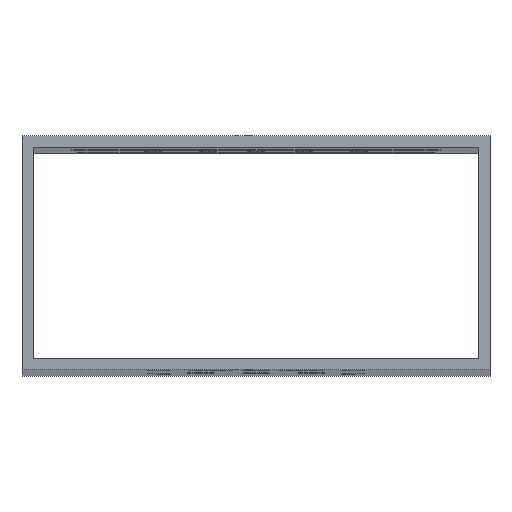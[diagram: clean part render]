
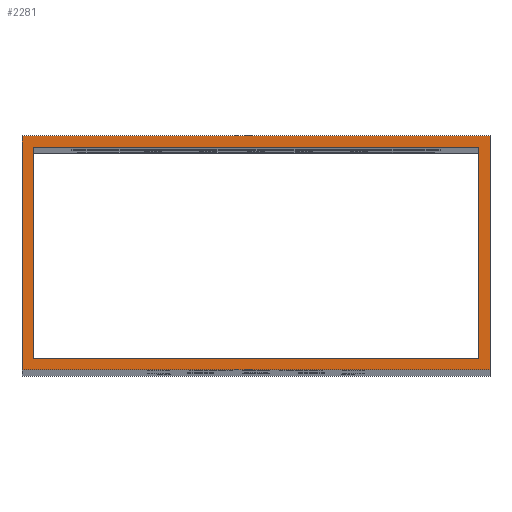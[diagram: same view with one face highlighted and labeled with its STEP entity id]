
A CAD part, top view. The second image highlights one B-rep face of the part: STEP entity #2281.
In plain terms, the highlighted planar face has unit normal (0, 0, 1).
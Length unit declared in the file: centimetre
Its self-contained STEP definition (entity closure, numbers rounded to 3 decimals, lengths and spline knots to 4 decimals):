
#38=VECTOR('',#2747,1.);
#45=VECTOR('',#2755,1.);
#48=VECTOR('',#2759,1.);
#52=VECTOR('',#2764,1.);
#56=VECTOR('',#2919,1.);
#58=VECTOR('',#2922,1.);
#61=VECTOR('',#3252,1.);
#62=VECTOR('',#3254,1.);
#68=LINE('',#3394,#38);
#75=LINE('',#3410,#45);
#78=LINE('',#3417,#48);
#82=LINE('',#3426,#52);
#86=LINE('',#3560,#56);
#88=LINE('',#3563,#58);
#91=LINE('',#3835,#61);
#92=LINE('',#3837,#62);
#104=PLANE('',#2600);
#166=VERTEX_POINT('',#3393);
#167=VERTEX_POINT('',#3395);
#174=VERTEX_POINT('',#3409);
#175=VERTEX_POINT('',#3411);
#178=VERTEX_POINT('',#3418);
#179=VERTEX_POINT('',#3419);
#182=VERTEX_POINT('',#3427);
#183=VERTEX_POINT('',#3428);
#614=EDGE_CURVE('',#166,#167,#68,.T.);
#622=EDGE_CURVE('',#174,#175,#75,.T.);
#626=EDGE_CURVE('',#178,#179,#78,.T.);
#630=EDGE_CURVE('',#182,#183,#82,.T.);
#684=EDGE_CURVE('',#167,#174,#86,.T.);
#686=EDGE_CURVE('',#179,#182,#88,.T.);
#797=EDGE_CURVE('',#175,#166,#91,.T.);
#798=EDGE_CURVE('',#183,#178,#92,.T.);
#1276=ORIENTED_EDGE('',*,*,#798,.F.);
#1277=ORIENTED_EDGE('',*,*,#630,.F.);
#1278=ORIENTED_EDGE('',*,*,#686,.F.);
#1279=ORIENTED_EDGE('',*,*,#626,.F.);
#1280=ORIENTED_EDGE('',*,*,#684,.F.);
#1281=ORIENTED_EDGE('',*,*,#614,.F.);
#1282=ORIENTED_EDGE('',*,*,#797,.F.);
#1283=ORIENTED_EDGE('',*,*,#622,.F.);
#1724=EDGE_LOOP('',(#1276,#1277,#1278,#1279));
#1725=EDGE_LOOP('',(#1280,#1281,#1282,#1283));
#2160=FACE_BOUND('',#1724,.T.);
#2161=FACE_BOUND('',#1725,.T.);
#2281=ADVANCED_FACE('',(#2160,#2161),#104,.T.);
#2600=AXIS2_PLACEMENT_3D('',#3839,#3256,$);
#2747=DIRECTION('',(0.,1.,0.));
#2755=DIRECTION('',(0.,-1.,0.));
#2759=DIRECTION('',(0.,1.,0.));
#2764=DIRECTION('',(0.,-1.,0.));
#2919=DIRECTION('',(1.,0.,0.));
#2922=DIRECTION('',(-1.,0.,0.));
#3252=DIRECTION('',(-1.,0.,0.));
#3254=DIRECTION('',(1.,0.,0.));
#3256=DIRECTION('',(0.,0.,1.));
#3393=CARTESIAN_POINT('',(-6.35,0.,94.));
#3394=CARTESIAN_POINT('',(-6.35,0.,94.));
#3395=CARTESIAN_POINT('',(-6.35,6.35,94.));
#3409=CARTESIAN_POINT('',(6.35,6.35,94.));
#3410=CARTESIAN_POINT('',(6.35,6.35,94.));
#3411=CARTESIAN_POINT('',(6.35,0.,94.));
#3417=CARTESIAN_POINT('',(6.05,6.05,94.));
#3418=CARTESIAN_POINT('',(6.05,0.3,94.));
#3419=CARTESIAN_POINT('',(6.05,6.05,94.));
#3426=CARTESIAN_POINT('',(-6.05,0.3,94.));
#3427=CARTESIAN_POINT('',(-6.05,6.05,94.));
#3428=CARTESIAN_POINT('',(-6.05,0.3,94.));
#3560=CARTESIAN_POINT('',(-6.35,6.35,94.));
#3563=CARTESIAN_POINT('',(-6.05,6.05,94.));
#3835=CARTESIAN_POINT('',(6.35,0.,94.));
#3837=CARTESIAN_POINT('',(6.05,0.3,94.));
#3839=CARTESIAN_POINT('',(0.,3.175,94.));
